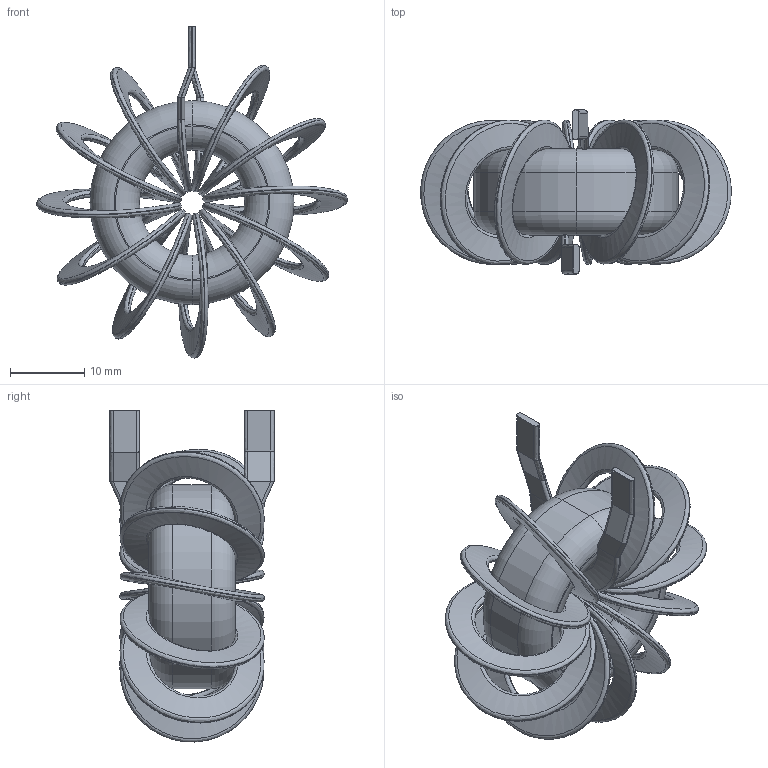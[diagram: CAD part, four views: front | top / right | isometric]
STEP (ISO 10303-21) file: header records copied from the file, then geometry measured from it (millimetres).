
FILE_DESCRIPTION (( 'STEP AP214' ), '1' );
FILE_NAME ('750343811.STEP', '2021-07-12T18:04:53', ( '' ), ( '' ), 'SwSTEP 2.0', 'SolidWorks 2017', '' );
FILE_SCHEMA (( 'AUTOMOTIVE_DESIGN' ));
Length unit declared in the file: millimetre
Products named in the file (3): 750343811; 651-0003; 800-0097
Assembly tree (2 placements, depth 2):
  750343811
    651-0003
    800-0097
Bounding box: 41.98 x 22.18 x 44.86 mm (x, y, z)
Volume: 6652.3 mm3; surface area: 7445.3 mm2
Topology: 2 solids, 2 shells, 73 faces, 160 edges, 91 vertices
Faces by surface type: bspline 44, plane 17, torus 8, cylinder 4
Entity records: 10831 total; most frequent: CARTESIAN_POINT 9402, ORIENTED_EDGE 320, DIRECTION 181, EDGE_CURVE 160, VERTEX_POINT 91, EDGE_LOOP 75, FACE_OUTER_BOUND 73, ADVANCED_FACE 73
